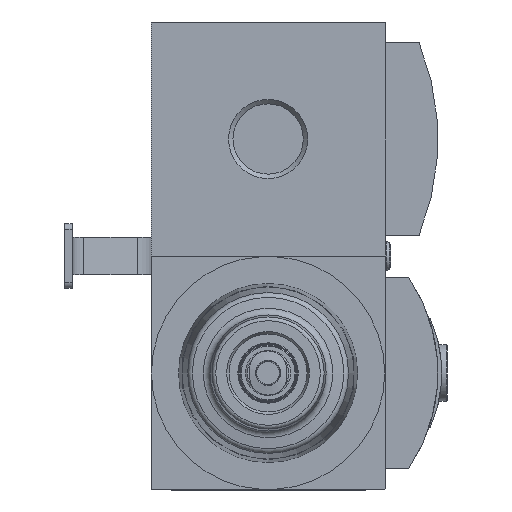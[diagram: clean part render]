
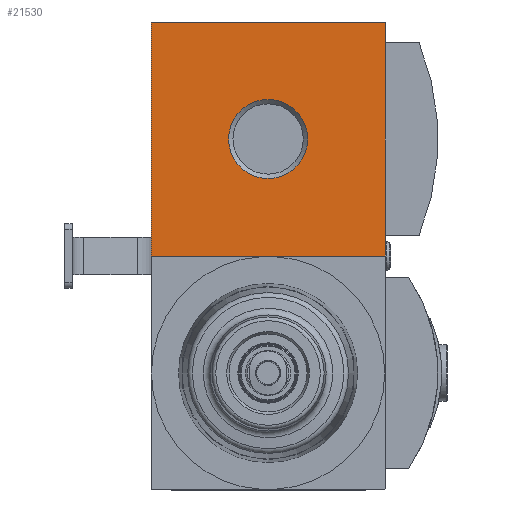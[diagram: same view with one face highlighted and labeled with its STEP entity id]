
A CAD part, front view. The second image highlights one B-rep face of the part: STEP entity #21530.
In plain terms, the highlighted planar face has unit normal (0, -1, 0).
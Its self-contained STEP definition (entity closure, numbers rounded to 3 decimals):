
#295=PLANE('',#22567);
#1014=LINE('',#29694,#2491);
#1022=LINE('',#29709,#2499);
#1038=LINE('',#29739,#2515);
#1078=LINE('',#29830,#2555);
#2491=VECTOR('',#24570,1000.);
#2499=VECTOR('',#24580,1000.);
#2515=VECTOR('',#24598,1000.);
#2555=VECTOR('',#24676,1000.);
#3772=CIRCLE('',#22568,10.478);
#4964=ORIENTED_EDGE('',*,*,#9522,.F.);
#4965=ORIENTED_EDGE('',*,*,#9438,.F.);
#4966=ORIENTED_EDGE('',*,*,#9430,.F.);
#4967=ORIENTED_EDGE('',*,*,#9454,.F.);
#4968=ORIENTED_EDGE('',*,*,#9503,.F.);
#9430=EDGE_CURVE('',#11735,#11736,#1014,.T.);
#9438=EDGE_CURVE('',#11736,#11742,#1022,.T.);
#9454=EDGE_CURVE('',#11754,#11735,#1038,.T.);
#9503=EDGE_CURVE('',#11742,#11754,#1078,.T.);
#9522=EDGE_CURVE('',#11796,#11796,#3772,.T.);
#11735=VERTEX_POINT('',#29693);
#11736=VERTEX_POINT('',#29695);
#11742=VERTEX_POINT('',#29710);
#11754=VERTEX_POINT('',#29738);
#11796=VERTEX_POINT('',#29869);
#13361=EDGE_LOOP('',(#4964));
#13362=EDGE_LOOP('',(#4965,#4966,#4967,#4968));
#14470=FACE_BOUND('',#13361,.T.);
#14471=FACE_BOUND('',#13362,.T.);
#21530=ADVANCED_FACE('',(#14470,#14471),#295,.F.);
#22567=AXIS2_PLACEMENT_3D('',#29867,#24718,#24719);
#22568=AXIS2_PLACEMENT_3D('',#29868,#24720,#24721);
#24570=DIRECTION('',(-1.,0.,0.));
#24580=DIRECTION('',(0.,0.,1.));
#24598=DIRECTION('',(0.,0.,-1.));
#24676=DIRECTION('',(1.,0.,0.));
#24718=DIRECTION('',(0.,1.,0.));
#24719=DIRECTION('',(0.,0.,1.));
#24720=DIRECTION('',(0.,-1.,0.));
#24721=DIRECTION('',(0.,0.,-1.));
#29693=CARTESIAN_POINT('',(31.,-45.,-31.));
#29694=CARTESIAN_POINT('',(31.,-45.,-31.));
#29695=CARTESIAN_POINT('',(-31.,-45.,-31.));
#29709=CARTESIAN_POINT('',(-31.,-45.,-31.));
#29710=CARTESIAN_POINT('',(-31.,-45.,31.));
#29738=CARTESIAN_POINT('',(31.,-45.,31.));
#29739=CARTESIAN_POINT('',(31.,-45.,31.));
#29830=CARTESIAN_POINT('',(-31.,-45.,31.));
#29867=CARTESIAN_POINT('',(0.,-45.,0.));
#29868=CARTESIAN_POINT('',(0.,-45.,0.));
#29869=CARTESIAN_POINT('',(0.,-45.,-10.478));
